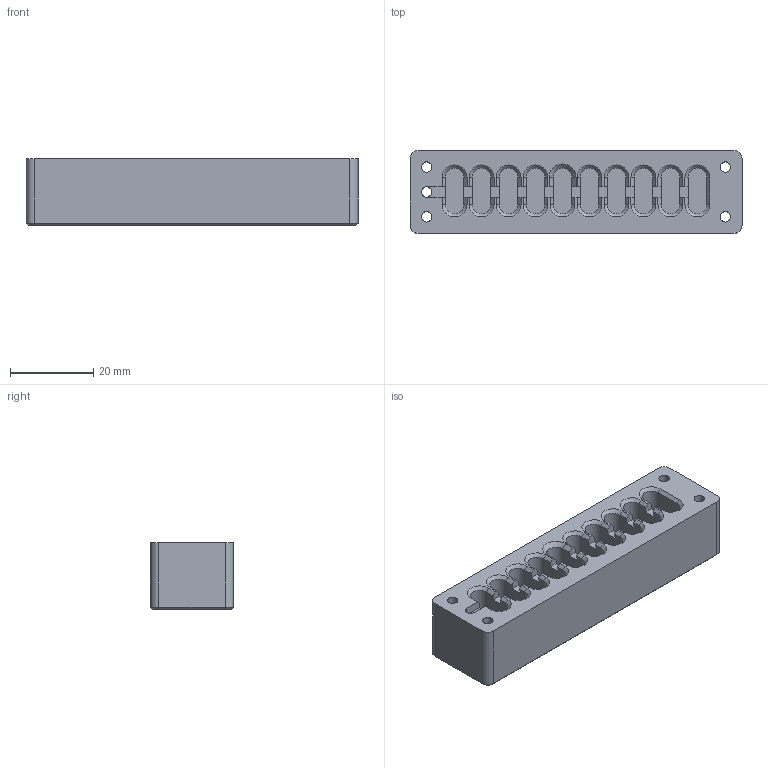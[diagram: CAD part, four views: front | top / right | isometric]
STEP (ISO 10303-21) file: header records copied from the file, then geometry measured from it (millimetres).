
FILE_DESCRIPTION(('FreeCAD Model'),'2;1');
FILE_NAME('Open CASCADE Shape Model','2023-12-30T07:04:28',('Author'),( ''),'Open CASCADE STEP processor 7.5','FreeCAD','Unknown');
FILE_SCHEMA(('AUTOMOTIVE_DESIGN { 1 0 10303 214 1 1 1 1 }'));
Length unit declared in the file: millimetre
Products named in the file (1): Body
Bounding box: 80 x 20 x 16 mm (x, y, z)
Volume: 18628.5 mm3; surface area: 10542.3 mm2
Topology: 1 solids, 1 shells, 168 faces, 446 edges, 280 vertices
Faces by surface type: plane 115, cylinder 29, cone 24
Full cylindrical faces by diameter (mm): 2.5 x5
Entity records: 11020 total; most frequent: CARTESIAN_POINT 1907, DIRECTION 1742, LINE 1190, VECTOR 1190, ORIENTED_EDGE 892, PCURVE 892, DEFINITIONAL_REPRESENTATION 892, EDGE_CURVE 446
